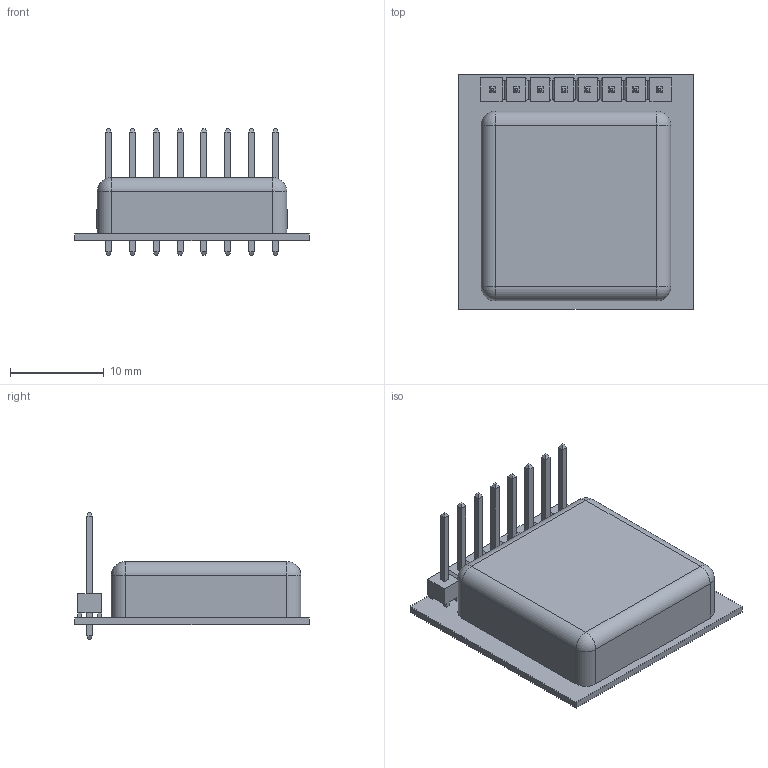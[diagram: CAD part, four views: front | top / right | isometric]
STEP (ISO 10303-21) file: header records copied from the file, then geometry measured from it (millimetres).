
FILE_DESCRIPTION(('FreeCAD Model'),'2;1');
FILE_NAME('K-LD2-RFB.step','2019-12-10T16:45:02',('Author'),(''), 'Open CASCADE STEP processor 7.3','FreeCAD','Unknown');
FILE_SCHEMA(('AUTOMOTIVE_DESIGN { 1 0 10303 214 1 1 1 1 }'));
Length unit declared in the file: millimetre
Products named in the file (7): X100; MTSW-108-08-T-S-340; _MTSW-108-08-T-S-340_body; _MTSW-108-08-S-340; Free-Models; MEC_058A; Board
Assembly tree (4 placements, depth 3):
  X100
    MTSW-108-08-T-S-340
      _MTSW-108-08-T-S-340_body
      _MTSW-108-08-S-340
  Free-Models
    MEC_058A
  Board
Bounding box: 25 x 25 x 13.46 mm (x, y, z)
Volume: 875.7 mm3; surface area: 3519.2 mm2
Topology: 4 solids, 4 shells, 465 faces, 1156 edges, 708 vertices
Faces by surface type: plane 431, cylinder 26, sphere 8
Full cylindrical faces by diameter (mm): 0.457 x2, 1 x8
Entity records: 31658 total; most frequent: CARTESIAN_POINT 5030, DIRECTION 4416, LINE 3348, VECTOR 3348, ORIENTED_EDGE 2296, PCURVE 2296, DEFINITIONAL_REPRESENTATION 2296, EDGE_CURVE 1148
